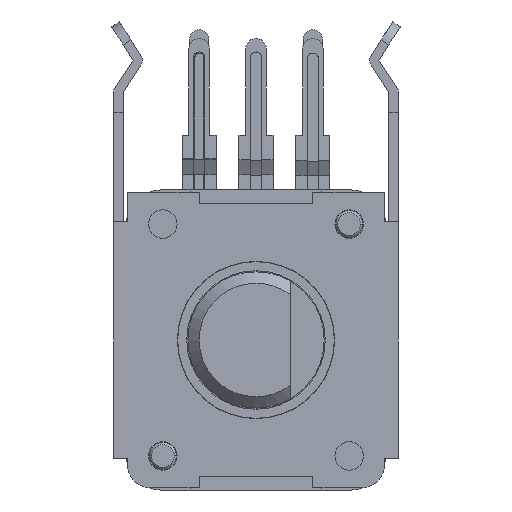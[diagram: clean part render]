
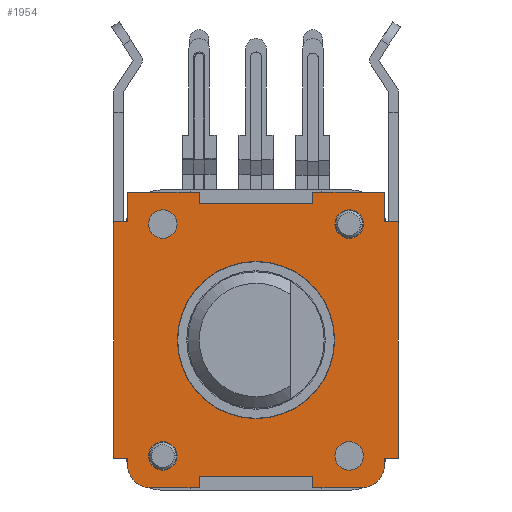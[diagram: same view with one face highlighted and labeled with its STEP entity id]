
A CAD part, front view. The second image highlights one B-rep face of the part: STEP entity #1954.
In plain terms, the highlighted planar face has unit normal (0, -1, 0).
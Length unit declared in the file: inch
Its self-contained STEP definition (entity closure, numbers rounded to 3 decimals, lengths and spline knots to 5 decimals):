
#34=CARTESIAN_POINT('',(-4.1,5.,-5.1));
#35=DIRECTION('',(0.,-1.,0.));
#36=DIRECTION('',(1.,0.,0.));
#37=AXIS2_PLACEMENT_3D('',#34,#35,#36);
#39=CARTESIAN_POINT('',(-4.1,5.,-5.1));
#40=DIRECTION('',(0.,-1.,0.));
#41=DIRECTION('',(-1.,0.,0.));
#42=AXIS2_PLACEMENT_3D('',#39,#40,#41);
#44=CARTESIAN_POINT('',(4.1,5.,-5.1));
#45=DIRECTION('',(0.,-1.,0.));
#46=DIRECTION('',(1.,0.,0.));
#47=AXIS2_PLACEMENT_3D('',#44,#45,#46);
#49=CARTESIAN_POINT('',(4.1,5.,-5.1));
#50=DIRECTION('',(0.,-1.,0.));
#51=DIRECTION('',(-1.,0.,0.));
#52=AXIS2_PLACEMENT_3D('',#49,#50,#51);
#54=CARTESIAN_POINT('',(4.1,5.,5.1));
#55=DIRECTION('',(0.,-1.,0.));
#56=DIRECTION('',(1.,0.,0.));
#57=AXIS2_PLACEMENT_3D('',#54,#55,#56);
#59=CARTESIAN_POINT('',(4.1,5.,5.1));
#60=DIRECTION('',(0.,-1.,0.));
#61=DIRECTION('',(-1.,0.,0.));
#62=AXIS2_PLACEMENT_3D('',#59,#60,#61);
#64=CARTESIAN_POINT('',(-4.1,5.,5.1));
#65=DIRECTION('',(0.,-1.,0.));
#66=DIRECTION('',(1.,0.,0.));
#67=AXIS2_PLACEMENT_3D('',#64,#65,#66);
#69=CARTESIAN_POINT('',(-4.1,5.,5.1));
#70=DIRECTION('',(0.,-1.,0.));
#71=DIRECTION('',(-1.,0.,0.));
#72=AXIS2_PLACEMENT_3D('',#69,#70,#71);
#74=CARTESIAN_POINT('',(0.,5.,0.));
#75=DIRECTION('',(0.,-1.,0.));
#76=DIRECTION('',(-1.,0.,0.));
#77=AXIS2_PLACEMENT_3D('',#74,#75,#76);
#79=CARTESIAN_POINT('',(0.,5.,0.));
#80=DIRECTION('',(0.,-1.,0.));
#81=DIRECTION('',(1.,0.,0.));
#82=AXIS2_PLACEMENT_3D('',#79,#80,#81);
#84=DIRECTION('',(-1.,0.,0.));
#85=VECTOR('',#84,0.6);
#86=CARTESIAN_POINT('',(-5.65,5.,-5.2));
#87=LINE('',#86,#85);
#88=DIRECTION('',(1.,0.,0.));
#89=VECTOR('',#88,0.6);
#90=CARTESIAN_POINT('',(-6.25,5.,5.2));
#91=LINE('',#90,#89);
#92=DIRECTION('',(0.,0.,1.));
#93=VECTOR('',#92,1.3);
#94=CARTESIAN_POINT('',(-5.65,5.,5.2));
#95=LINE('',#94,#93);
#96=DIRECTION('',(1.,0.,0.));
#97=VECTOR('',#96,3.15);
#98=CARTESIAN_POINT('',(-5.65,5.,6.5));
#99=LINE('',#98,#97);
#100=DIRECTION('',(0.,0.,-1.));
#101=VECTOR('',#100,0.5);
#102=CARTESIAN_POINT('',(-2.5,5.,6.5));
#103=LINE('',#102,#101);
#104=DIRECTION('',(1.,0.,0.));
#105=VECTOR('',#104,5.);
#106=CARTESIAN_POINT('',(-2.5,5.,6.));
#107=LINE('',#106,#105);
#108=DIRECTION('',(0.,0.,1.));
#109=VECTOR('',#108,0.5);
#110=CARTESIAN_POINT('',(2.5,5.,6.));
#111=LINE('',#110,#109);
#112=DIRECTION('',(1.,0.,0.));
#113=VECTOR('',#112,3.15);
#114=CARTESIAN_POINT('',(2.5,5.,6.5));
#115=LINE('',#114,#113);
#116=DIRECTION('',(0.,0.,-1.));
#117=VECTOR('',#116,1.3);
#118=CARTESIAN_POINT('',(5.65,5.,6.5));
#119=LINE('',#118,#117);
#120=DIRECTION('',(1.,0.,0.));
#121=VECTOR('',#120,0.6);
#122=CARTESIAN_POINT('',(5.65,5.,5.2));
#123=LINE('',#122,#121);
#124=DIRECTION('',(-1.,0.,0.));
#125=VECTOR('',#124,0.6);
#126=CARTESIAN_POINT('',(6.25,5.,-5.2));
#127=LINE('',#126,#125);
#128=DIRECTION('',(0.,0.,-1.));
#129=VECTOR('',#128,0.3);
#130=CARTESIAN_POINT('',(5.65,5.,-5.2));
#131=LINE('',#130,#129);
#132=CARTESIAN_POINT('',(4.65,5.,-5.5));
#133=DIRECTION('',(0.,1.,0.));
#134=DIRECTION('',(1.,0.,0.));
#135=AXIS2_PLACEMENT_3D('',#132,#133,#134);
#137=DIRECTION('',(-1.,0.,0.));
#138=VECTOR('',#137,2.15);
#139=CARTESIAN_POINT('',(4.65,5.,-6.5));
#140=LINE('',#139,#138);
#141=DIRECTION('',(0.,0.,1.));
#142=VECTOR('',#141,0.5);
#143=CARTESIAN_POINT('',(2.5,5.,-6.5));
#144=LINE('',#143,#142);
#145=DIRECTION('',(-1.,0.,0.));
#146=VECTOR('',#145,5.);
#147=CARTESIAN_POINT('',(2.5,5.,-6.));
#148=LINE('',#147,#146);
#149=DIRECTION('',(0.,0.,-1.));
#150=VECTOR('',#149,0.5);
#151=CARTESIAN_POINT('',(-2.5,5.,-6.));
#152=LINE('',#151,#150);
#153=DIRECTION('',(-1.,0.,0.));
#154=VECTOR('',#153,2.15);
#155=CARTESIAN_POINT('',(-2.5,5.,-6.5));
#156=LINE('',#155,#154);
#157=CARTESIAN_POINT('',(-4.65,5.,-5.5));
#158=DIRECTION('',(0.,1.,0.));
#159=DIRECTION('',(0.,0.,-1.));
#160=AXIS2_PLACEMENT_3D('',#157,#158,#159);
#162=DIRECTION('',(0.,0.,1.));
#163=VECTOR('',#162,0.3);
#164=CARTESIAN_POINT('',(-5.65,5.,-5.5));
#165=LINE('',#164,#163);
#616=DIRECTION('',(0.,0.,-1.));
#617=VECTOR('',#616,10.4);
#618=CARTESIAN_POINT('',(-6.25,5.,5.2));
#619=LINE('',#618,#617);
#866=DIRECTION('',(0.,0.,-1.));
#867=VECTOR('',#866,10.4);
#868=CARTESIAN_POINT('',(6.25,5.,5.2));
#869=LINE('',#868,#867);
#1397=CARTESIAN_POINT('',(-3.475,5.,-5.1));
#1398=CARTESIAN_POINT('',(-4.725,5.,-5.1));
#1399=VERTEX_POINT('',#1397);
#1400=VERTEX_POINT('',#1398);
#1401=CARTESIAN_POINT('',(4.725,5.,-5.1));
#1402=CARTESIAN_POINT('',(3.475,5.,-5.1));
#1403=VERTEX_POINT('',#1401);
#1404=VERTEX_POINT('',#1402);
#1405=CARTESIAN_POINT('',(4.725,5.,5.1));
#1406=CARTESIAN_POINT('',(3.475,5.,5.1));
#1407=VERTEX_POINT('',#1405);
#1408=VERTEX_POINT('',#1406);
#1409=CARTESIAN_POINT('',(-3.475,5.,5.1));
#1410=CARTESIAN_POINT('',(-4.725,5.,5.1));
#1411=VERTEX_POINT('',#1409);
#1412=VERTEX_POINT('',#1410);
#1413=CARTESIAN_POINT('',(-2.5,5.,-6.));
#1414=CARTESIAN_POINT('',(-2.5,5.,-6.5));
#1415=VERTEX_POINT('',#1413);
#1416=VERTEX_POINT('',#1414);
#1417=CARTESIAN_POINT('',(-4.65,5.,-6.5));
#1418=VERTEX_POINT('',#1417);
#1419=CARTESIAN_POINT('',(-5.65,5.,-5.5));
#1420=VERTEX_POINT('',#1419);
#1421=CARTESIAN_POINT('',(-5.65,5.,-5.2));
#1422=VERTEX_POINT('',#1421);
#1423=CARTESIAN_POINT('',(-5.65,5.,5.2));
#1424=CARTESIAN_POINT('',(-5.65,5.,6.5));
#1425=VERTEX_POINT('',#1423);
#1426=VERTEX_POINT('',#1424);
#1427=CARTESIAN_POINT('',(-2.5,5.,6.5));
#1428=VERTEX_POINT('',#1427);
#1429=CARTESIAN_POINT('',(-2.5,5.,6.));
#1430=VERTEX_POINT('',#1429);
#1431=CARTESIAN_POINT('',(2.5,5.,6.));
#1432=VERTEX_POINT('',#1431);
#1433=CARTESIAN_POINT('',(2.5,5.,6.5));
#1434=VERTEX_POINT('',#1433);
#1435=CARTESIAN_POINT('',(5.65,5.,6.5));
#1436=VERTEX_POINT('',#1435);
#1437=CARTESIAN_POINT('',(5.65,5.,5.2));
#1438=VERTEX_POINT('',#1437);
#1439=CARTESIAN_POINT('',(5.65,5.,-5.2));
#1440=CARTESIAN_POINT('',(5.65,5.,-5.5));
#1441=VERTEX_POINT('',#1439);
#1442=VERTEX_POINT('',#1440);
#1443=CARTESIAN_POINT('',(4.65,5.,-6.5));
#1444=VERTEX_POINT('',#1443);
#1445=CARTESIAN_POINT('',(2.5,5.,-6.5));
#1446=VERTEX_POINT('',#1445);
#1447=CARTESIAN_POINT('',(2.5,5.,-6.));
#1448=VERTEX_POINT('',#1447);
#1501=CARTESIAN_POINT('',(-3.46,5.,0.));
#1502=CARTESIAN_POINT('',(3.46,5.,0.));
#1503=VERTEX_POINT('',#1501);
#1504=VERTEX_POINT('',#1502);
#1555=CARTESIAN_POINT('',(6.25,5.,-5.2));
#1557=VERTEX_POINT('',#1555);
#1587=CARTESIAN_POINT('',(6.25,5.,5.2));
#1588=VERTEX_POINT('',#1587);
#1691=CARTESIAN_POINT('',(-6.25,5.,-5.2));
#1693=VERTEX_POINT('',#1691);
#1723=CARTESIAN_POINT('',(-6.25,5.,5.2));
#1724=VERTEX_POINT('',#1723);
#1874=CARTESIAN_POINT('',(0.,5.,0.));
#1875=DIRECTION('',(0.,1.,0.));
#1876=DIRECTION('',(1.,0.,0.));
#1877=AXIS2_PLACEMENT_3D('',#1874,#1875,#1876);
#1878=PLANE('',#1877);
#1880=ORIENTED_EDGE('',*,*,#1879,.T.);
#1882=ORIENTED_EDGE('',*,*,#1881,.F.);
#1884=ORIENTED_EDGE('',*,*,#1883,.T.);
#1886=ORIENTED_EDGE('',*,*,#1885,.T.);
#1888=ORIENTED_EDGE('',*,*,#1887,.T.);
#1890=ORIENTED_EDGE('',*,*,#1889,.T.);
#1892=ORIENTED_EDGE('',*,*,#1891,.T.);
#1894=ORIENTED_EDGE('',*,*,#1893,.T.);
#1896=ORIENTED_EDGE('',*,*,#1895,.T.);
#1898=ORIENTED_EDGE('',*,*,#1897,.T.);
#1900=ORIENTED_EDGE('',*,*,#1899,.T.);
#1902=ORIENTED_EDGE('',*,*,#1901,.T.);
#1904=ORIENTED_EDGE('',*,*,#1903,.T.);
#1906=ORIENTED_EDGE('',*,*,#1905,.T.);
#1908=ORIENTED_EDGE('',*,*,#1907,.T.);
#1910=ORIENTED_EDGE('',*,*,#1909,.T.);
#1912=ORIENTED_EDGE('',*,*,#1911,.T.);
#1914=ORIENTED_EDGE('',*,*,#1913,.T.);
#1916=ORIENTED_EDGE('',*,*,#1915,.T.);
#1918=ORIENTED_EDGE('',*,*,#1917,.T.);
#1920=ORIENTED_EDGE('',*,*,#1919,.T.);
#1922=ORIENTED_EDGE('',*,*,#1921,.T.);
#1923=EDGE_LOOP('',(#1880,#1882,#1884,#1886,#1888,#1890,#1892,#1894,#1896,#1898,
#1900,#1902,#1904,#1906,#1908,#1910,#1912,#1914,#1916,#1918,#1920,#1922));
#1924=FACE_OUTER_BOUND('',#1923,.F.);
#1926=ORIENTED_EDGE('',*,*,#1925,.T.);
#1928=ORIENTED_EDGE('',*,*,#1927,.T.);
#1929=EDGE_LOOP('',(#1926,#1928));
#1930=FACE_BOUND('',#1929,.F.);
#1932=ORIENTED_EDGE('',*,*,#1931,.T.);
#1934=ORIENTED_EDGE('',*,*,#1933,.T.);
#1935=EDGE_LOOP('',(#1932,#1934));
#1936=FACE_BOUND('',#1935,.F.);
#1938=ORIENTED_EDGE('',*,*,#1937,.T.);
#1940=ORIENTED_EDGE('',*,*,#1939,.T.);
#1941=EDGE_LOOP('',(#1938,#1940));
#1942=FACE_BOUND('',#1941,.F.);
#1944=ORIENTED_EDGE('',*,*,#1943,.T.);
#1946=ORIENTED_EDGE('',*,*,#1945,.T.);
#1947=EDGE_LOOP('',(#1944,#1946));
#1948=FACE_BOUND('',#1947,.F.);
#1949=ORIENTED_EDGE('',*,*,#1864,.T.);
#1951=ORIENTED_EDGE('',*,*,#1950,.T.);
#1952=EDGE_LOOP('',(#1949,#1951));
#1953=FACE_BOUND('',#1952,.F.);
#1954=ADVANCED_FACE('',(#1924,#1930,#1936,#1942,#1948,#1953),#1878,.F.);
#38=CIRCLE('',#37,0.625);
#43=CIRCLE('',#42,0.625);
#48=CIRCLE('',#47,0.625);
#53=CIRCLE('',#52,0.625);
#58=CIRCLE('',#57,0.625);
#63=CIRCLE('',#62,0.625);
#68=CIRCLE('',#67,0.625);
#73=CIRCLE('',#72,0.625);
#78=CIRCLE('',#77,3.46);
#83=CIRCLE('',#82,3.46);
#136=CIRCLE('',#135,1.);
#161=CIRCLE('',#160,1.);
#1864=EDGE_CURVE('',#1503,#1504,#78,.T.);
#1879=EDGE_CURVE('',#1422,#1693,#87,.T.);
#1881=EDGE_CURVE('',#1724,#1693,#619,.T.);
#1883=EDGE_CURVE('',#1724,#1425,#91,.T.);
#1885=EDGE_CURVE('',#1425,#1426,#95,.T.);
#1887=EDGE_CURVE('',#1426,#1428,#99,.T.);
#1889=EDGE_CURVE('',#1428,#1430,#103,.T.);
#1891=EDGE_CURVE('',#1430,#1432,#107,.T.);
#1893=EDGE_CURVE('',#1432,#1434,#111,.T.);
#1895=EDGE_CURVE('',#1434,#1436,#115,.T.);
#1897=EDGE_CURVE('',#1436,#1438,#119,.T.);
#1899=EDGE_CURVE('',#1438,#1588,#123,.T.);
#1901=EDGE_CURVE('',#1588,#1557,#869,.T.);
#1903=EDGE_CURVE('',#1557,#1441,#127,.T.);
#1905=EDGE_CURVE('',#1441,#1442,#131,.T.);
#1907=EDGE_CURVE('',#1442,#1444,#136,.T.);
#1909=EDGE_CURVE('',#1444,#1446,#140,.T.);
#1911=EDGE_CURVE('',#1446,#1448,#144,.T.);
#1913=EDGE_CURVE('',#1448,#1415,#148,.T.);
#1915=EDGE_CURVE('',#1415,#1416,#152,.T.);
#1917=EDGE_CURVE('',#1416,#1418,#156,.T.);
#1919=EDGE_CURVE('',#1418,#1420,#161,.T.);
#1921=EDGE_CURVE('',#1420,#1422,#165,.T.);
#1925=EDGE_CURVE('',#1399,#1400,#38,.T.);
#1927=EDGE_CURVE('',#1400,#1399,#43,.T.);
#1931=EDGE_CURVE('',#1403,#1404,#48,.T.);
#1933=EDGE_CURVE('',#1404,#1403,#53,.T.);
#1937=EDGE_CURVE('',#1407,#1408,#58,.T.);
#1939=EDGE_CURVE('',#1408,#1407,#63,.T.);
#1943=EDGE_CURVE('',#1411,#1412,#68,.T.);
#1945=EDGE_CURVE('',#1412,#1411,#73,.T.);
#1950=EDGE_CURVE('',#1504,#1503,#83,.T.);
